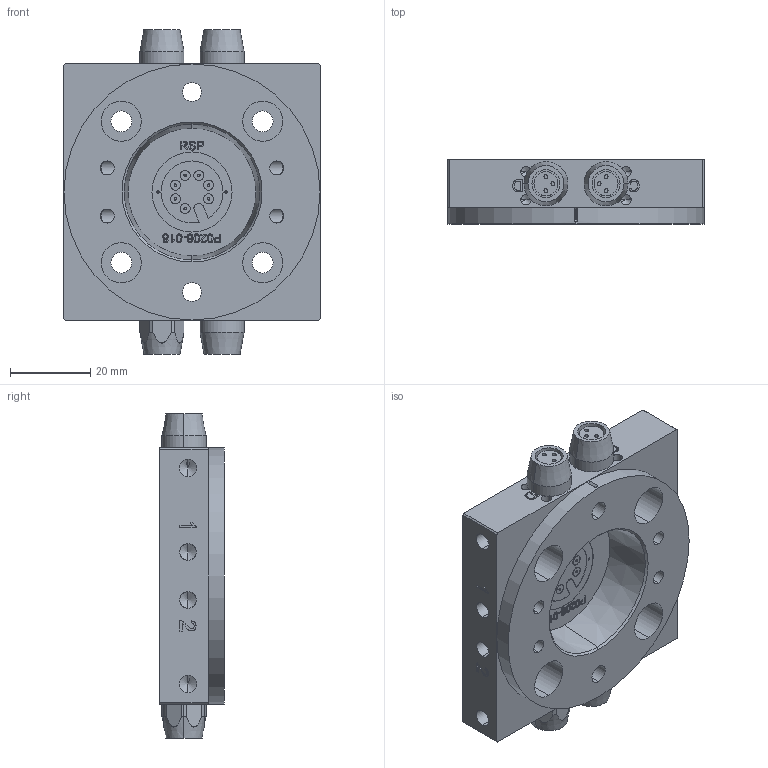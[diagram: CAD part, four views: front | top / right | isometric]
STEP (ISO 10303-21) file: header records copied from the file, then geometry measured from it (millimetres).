
FILE_DESCRIPTION (( 'STEP AP214' ), '1' );
FILE_NAME ('P0138.STEP', '2022-03-22T12:27:33', ( '' ), ( '' ), 'SwSTEP 2.0', 'SolidWorks 2019', '' );
FILE_SCHEMA (( 'AUTOMOTIVE_DESIGN' ));
Length unit declared in the file: millimetre
Products named in the file (1): P0138
Bounding box: 64 x 16 x 81 mm (x, y, z)
Volume: 45191.1 mm3; surface area: 28509.4 mm2
Topology: 17 solids, 17 shells, 1155 faces, 2906 edges, 1872 vertices
Faces by surface type: plane 464, cylinder 318, bspline 267, cone 98, torus 8
Entity records: 61742 total; most frequent: CARTESIAN_POINT 22491, ORIENTED_EDGE 5732, DIRECTION 4759, EDGE_CURVE 2866, VERTEX_POINT 1872, LINE 1607, VECTOR 1607, AXIS2_PLACEMENT_3D 1576
